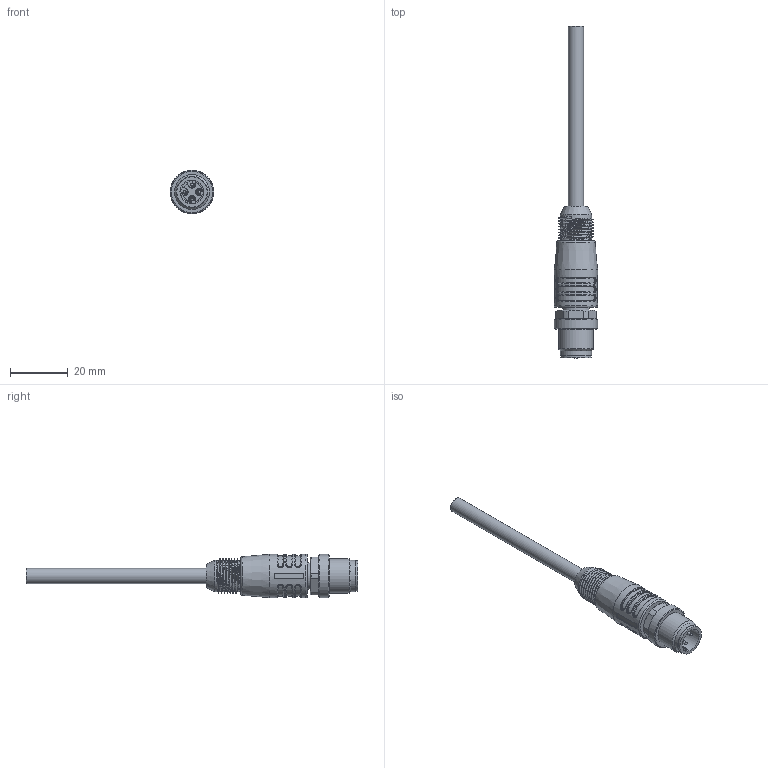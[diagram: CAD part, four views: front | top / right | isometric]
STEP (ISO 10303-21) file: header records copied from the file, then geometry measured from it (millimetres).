
FILE_DESCRIPTION(/* description */ (''),/* implementation_level */ '2;1');
FILE_NAME(/* name */ 'RA-WASGSY4-L_stp.stp',/* time_stamp */ '2017-03-03T13:57:59+01:00',/* author */ (''),/* organization */ (''),/* preprocessor_version */ 'ST-DEVELOPER v16',/* originating_system */ 'SIEMENS PLM Software NX 10.0',/* authorisation */ '');
FILE_SCHEMA (('AUTOMOTIVE_DESIGN { 1 0 10303 214 3 1 1 1 }'));
Length unit declared in the file: millimetre
Products named in the file (1): RA-WASGSY4-L_stp
Bounding box: 15 x 114.7 x 15 mm (x, y, z)
Volume: 7876.4 mm3; surface area: 4208.9 mm2
Topology: 1 solids, 1 shells, 286 faces, 717 edges, 448 vertices
Faces by surface type: plane 91, cylinder 84, torus 37, bspline 34, extrusion 25, cone 11, sphere 4
Full cylindrical faces by diameter (mm): 1 x4, 5.2 x1, 8.3 x1, 9.3 x1, 10.5 x1, 10.77 x8, 10.8 x1, 12 x1, 15 x2
Entity records: 11757 total; most frequent: CARTESIAN_POINT 5596, ORIENTED_EDGE 1282, DIRECTION 1211, EDGE_CURVE 641, AXIS2_PLACEMENT_3D 464, VERTEX_POINT 412, EDGE_LOOP 325, VECTOR 283
